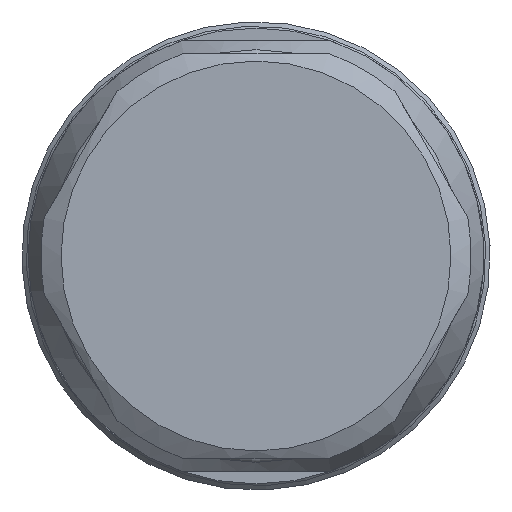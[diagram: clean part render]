
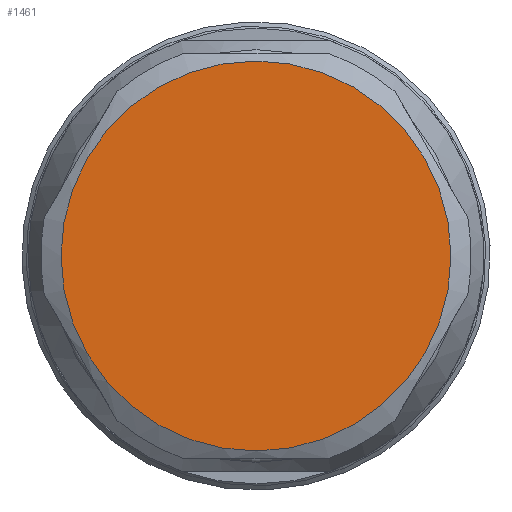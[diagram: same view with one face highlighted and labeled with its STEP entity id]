
A CAD part, left-side view. The second image highlights one B-rep face of the part: STEP entity #1461.
In plain terms, the highlighted planar face has unit normal (-1, 0, 0).
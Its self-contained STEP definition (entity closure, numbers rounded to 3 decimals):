
#1461=ADVANCED_FACE('',(#1977),#1841,.T.);
#1841=PLANE('',#6883);
#1977=FACE_OUTER_BOUND('',#2339,.T.);
#2339=EDGE_LOOP('',(#2869));
#2869=ORIENTED_EDGE('',*,*,#5568,.T.);
#4892=VERTEX_POINT('',#9096);
#5568=EDGE_CURVE('',#4892,#4892,#6565,.T.);
#6565=CIRCLE('',#6882,7.7);
#6882=AXIS2_PLACEMENT_3D('',#9095,#7606,#7607);
#6883=AXIS2_PLACEMENT_3D('',#9097,#7608,#7609);
#7606=DIRECTION('',(-1.,0.,0.));
#7607=DIRECTION('',(0.,0.5,0.866));
#7608=DIRECTION('',(-1.,0.,0.));
#7609=DIRECTION('',(0.,0.5,0.866));
#9095=CARTESIAN_POINT('',(-24.,0.,0.));
#9096=CARTESIAN_POINT('',(-24.,3.85,6.668));
#9097=CARTESIAN_POINT('',(-24.,0.,0.));
